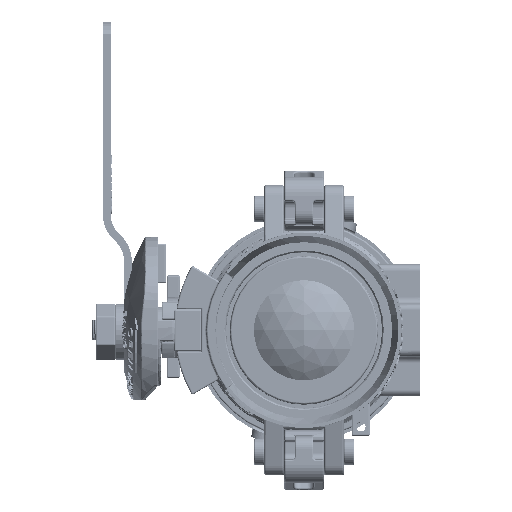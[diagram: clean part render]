
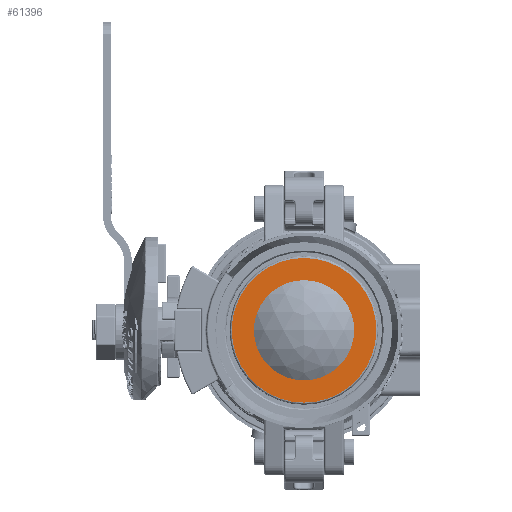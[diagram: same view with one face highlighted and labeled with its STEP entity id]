
A CAD part, left-side view. The second image highlights one B-rep face of the part: STEP entity #61396.
In plain terms, the highlighted planar face has unit normal (-1, 0, 0).
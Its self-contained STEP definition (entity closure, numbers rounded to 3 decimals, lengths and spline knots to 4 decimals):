
#713=PLANE('',#65956);
#3311=FACE_BOUND('',#7391,.T.);
#3604=FACE_OUTER_BOUND('',#7390,.T.);
#7390=EDGE_LOOP('',(#40980));
#7391=EDGE_LOOP('',(#40981));
#11518=CIRCLE('',#65949,1.37);
#11524=CIRCLE('',#65957,0.95);
#25395=VERTEX_POINT('',#92270);
#25400=VERTEX_POINT('',#92284);
#31438=EDGE_CURVE('',#25395,#25395,#11518,.T.);
#31445=EDGE_CURVE('',#25400,#25400,#11524,.T.);
#40980=ORIENTED_EDGE('',*,*,#31438,.F.);
#40981=ORIENTED_EDGE('',*,*,#31445,.F.);
#61396=ADVANCED_FACE('',(#3604,#3311),#713,.F.);
#65949=AXIS2_PLACEMENT_3D('',#92271,#72032,#72033);
#65956=AXIS2_PLACEMENT_3D('',#92283,#72047,#72048);
#65957=AXIS2_PLACEMENT_3D('',#92285,#72049,#72050);
#72032=DIRECTION('center_axis',(1.,0.,0.));
#72033=DIRECTION('ref_axis',(0.,-1.,0.));
#72047=DIRECTION('center_axis',(1.,0.,0.));
#72048=DIRECTION('ref_axis',(0.,0.,-1.));
#72049=DIRECTION('center_axis',(-1.,0.,0.));
#72050=DIRECTION('ref_axis',(0.,0.,1.));
#92270=CARTESIAN_POINT('',(-1.36,0.,-1.37));
#92271=CARTESIAN_POINT('Origin',(-1.36,0.,0.));
#92283=CARTESIAN_POINT('Origin',(-1.36,1.4,0.));
#92284=CARTESIAN_POINT('',(-1.36,-0.95,0.));
#92285=CARTESIAN_POINT('Origin',(-1.36,0.,0.));
